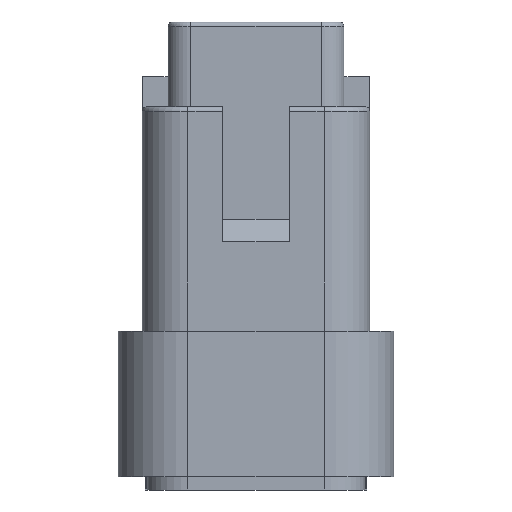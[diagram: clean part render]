
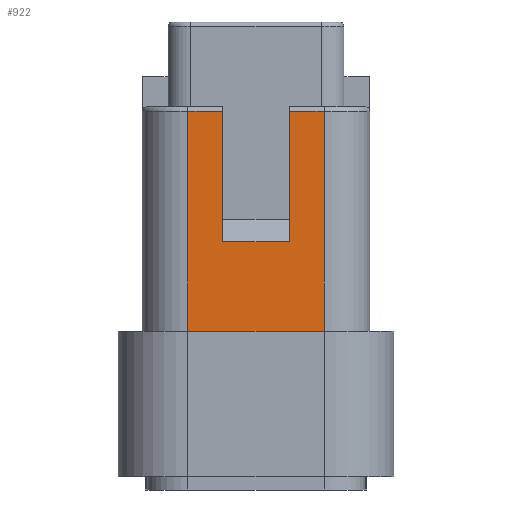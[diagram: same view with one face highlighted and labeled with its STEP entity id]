
A CAD part, front view. The second image highlights one B-rep face of the part: STEP entity #922.
In plain terms, the highlighted planar face has unit normal (0, -1, 0).
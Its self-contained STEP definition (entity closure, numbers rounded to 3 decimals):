
#315 = EDGE_CURVE ( 'NONE', #1589, #5339, #1200, .T. ) ;
#323 = LINE ( 'NONE', #9018, #6665 ) ;
#373 = ORIENTED_EDGE ( 'NONE', *, *, #5837, .T. ) ;
#531 = ORIENTED_EDGE ( 'NONE', *, *, #2106, .T. ) ;
#818 = EDGE_LOOP ( 'NONE', ( #373, #3181, #7562, #9982, #531, #1247, #2766, #9859 ) ) ;
#878 = CARTESIAN_POINT ( 'NONE',  ( 1.8, -0.75, -7.25 ) ) ;
#922 = ADVANCED_FACE ( 'NONE', ( #5282 ), #7756, .F. ) ;
#1075 = VERTEX_POINT ( 'NONE', #7245 ) ;
#1200 = LINE ( 'NONE', #8255, #8903 ) ;
#1247 = ORIENTED_EDGE ( 'NONE', *, *, #1458, .T. ) ;
#1406 = CARTESIAN_POINT ( 'NONE',  ( 0.65, -0.75, -2.95 ) ) ;
#1458 = EDGE_CURVE ( 'NONE', #8090, #1075, #9398, .T. ) ;
#1461 = DIRECTION ( 'NONE',  ( -1., 0., 0. ) ) ;
#1589 = VERTEX_POINT ( 'NONE', #10633 ) ;
#1737 = DIRECTION ( 'NONE',  ( -1., 0., 0. ) ) ;
#1894 = CARTESIAN_POINT ( 'NONE',  ( 5.15, -0.75, -10.2 ) ) ;
#2106 = EDGE_CURVE ( 'NONE', #4011, #8090, #4893, .T. ) ;
#2117 = DIRECTION ( 'NONE',  ( 0., 0., 1. ) ) ;
#2501 = CARTESIAN_POINT ( 'NONE',  ( 4., -0.75, -2.95 ) ) ;
#2602 = DIRECTION ( 'NONE',  ( 0., 1., 0. ) ) ;
#2621 = VECTOR ( 'NONE', #11048, 1000. ) ;
#2664 = CARTESIAN_POINT ( 'NONE',  ( 5.15, -0.75, -10.2 ) ) ;
#2766 = ORIENTED_EDGE ( 'NONE', *, *, #9612, .F. ) ;
#2992 = LINE ( 'NONE', #1894, #6483 ) ;
#3082 = CARTESIAN_POINT ( 'NONE',  ( 4., -0.75, -7.25 ) ) ;
#3181 = ORIENTED_EDGE ( 'NONE', *, *, #4210, .T. ) ;
#3402 = CARTESIAN_POINT ( 'NONE',  ( 4., -0.75, -2.95 ) ) ;
#3586 = CARTESIAN_POINT ( 'NONE',  ( 0.65, -0.75, -10.2 ) ) ;
#4011 = VERTEX_POINT ( 'NONE', #10804 ) ;
#4210 = EDGE_CURVE ( 'NONE', #10767, #10871, #6708, .T. ) ;
#4893 = LINE ( 'NONE', #7539, #2621 ) ;
#4967 = VERTEX_POINT ( 'NONE', #3082 ) ;
#5008 = CARTESIAN_POINT ( 'NONE',  ( 5.15, -0.75, -2.95 ) ) ;
#5282 = FACE_OUTER_BOUND ( 'NONE', #818, .T. ) ;
#5339 = VERTEX_POINT ( 'NONE', #3586 ) ;
#5428 = DIRECTION ( 'NONE',  ( -1., 0., 0. ) ) ;
#5837 = EDGE_CURVE ( 'NONE', #1589, #10767, #2992, .T. ) ;
#6105 = VECTOR ( 'NONE', #10338, 1000. ) ;
#6116 = EDGE_CURVE ( 'NONE', #4967, #10871, #323, .T. ) ;
#6391 = EDGE_CURVE ( 'NONE', #4967, #4011, #7171, .T. ) ;
#6483 = VECTOR ( 'NONE', #9149, 1000. ) ;
#6665 = VECTOR ( 'NONE', #2117, 1000. ) ;
#6708 = LINE ( 'NONE', #3402, #6105 ) ;
#6738 = DIRECTION ( 'NONE',  ( 0., 0., 1. ) ) ;
#7171 = LINE ( 'NONE', #878, #8856 ) ;
#7176 = CARTESIAN_POINT ( 'NONE',  ( 1.8, -0.75, -2.95 ) ) ;
#7245 = CARTESIAN_POINT ( 'NONE',  ( 0.65, -0.75, -2.95 ) ) ;
#7539 = CARTESIAN_POINT ( 'NONE',  ( 1.8, -0.75, -6.4 ) ) ;
#7562 = ORIENTED_EDGE ( 'NONE', *, *, #6116, .F. ) ;
#7756 = PLANE ( 'NONE',  #9679 ) ;
#7820 = DIRECTION ( 'NONE',  ( 0., 0., 1. ) ) ;
#8090 = VERTEX_POINT ( 'NONE', #7176 ) ;
#8255 = CARTESIAN_POINT ( 'NONE',  ( 5.15, -0.75, -10.2 ) ) ;
#8513 = CARTESIAN_POINT ( 'NONE',  ( 0.65, -0.75, -10.2 ) ) ;
#8856 = VECTOR ( 'NONE', #1737, 1000. ) ;
#8903 = VECTOR ( 'NONE', #5428, 1000. ) ;
#9018 = CARTESIAN_POINT ( 'NONE',  ( 4., -0.75, -6.4 ) ) ;
#9149 = DIRECTION ( 'NONE',  ( 0., 0., 1. ) ) ;
#9398 = LINE ( 'NONE', #1406, #10384 ) ;
#9612 = EDGE_CURVE ( 'NONE', #5339, #1075, #11000, .T. ) ;
#9679 = AXIS2_PLACEMENT_3D ( 'NONE', #2664, #2602, #7820 ) ;
#9859 = ORIENTED_EDGE ( 'NONE', *, *, #315, .F. ) ;
#9982 = ORIENTED_EDGE ( 'NONE', *, *, #6391, .T. ) ;
#10338 = DIRECTION ( 'NONE',  ( -1., 0., 0. ) ) ;
#10384 = VECTOR ( 'NONE', #1461, 1000. ) ;
#10633 = CARTESIAN_POINT ( 'NONE',  ( 5.15, -0.75, -10.2 ) ) ;
#10767 = VERTEX_POINT ( 'NONE', #5008 ) ;
#10804 = CARTESIAN_POINT ( 'NONE',  ( 1.8, -0.75, -7.25 ) ) ;
#10871 = VERTEX_POINT ( 'NONE', #2501 ) ;
#11000 = LINE ( 'NONE', #8513, #11353 ) ;
#11048 = DIRECTION ( 'NONE',  ( 0., 0., 1. ) ) ;
#11353 = VECTOR ( 'NONE', #6738, 1000. ) ;
